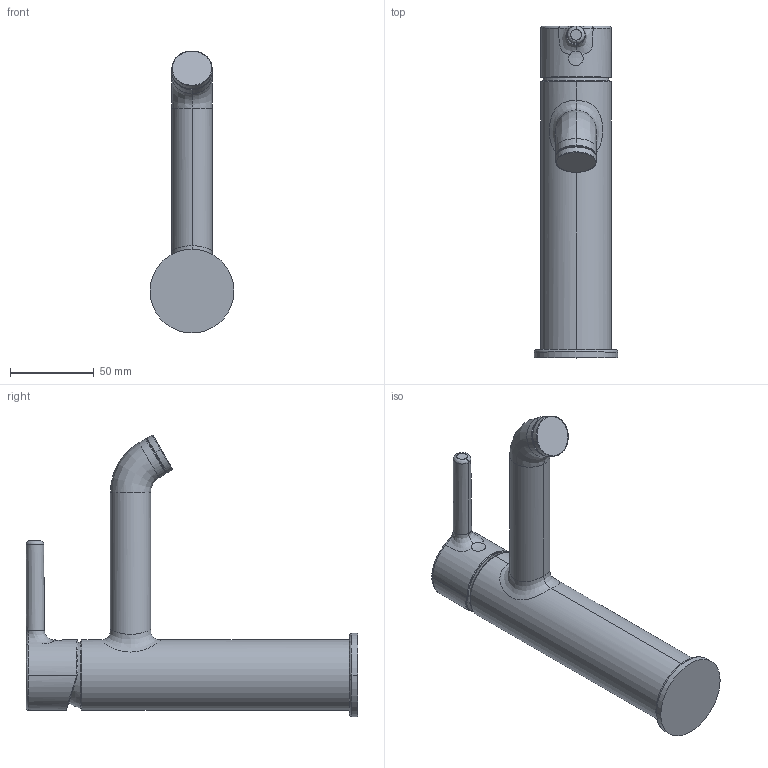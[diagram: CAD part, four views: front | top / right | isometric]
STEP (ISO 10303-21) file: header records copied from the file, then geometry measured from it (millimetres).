
FILE_DESCRIPTION (( 'STEP AP203' ), '1' );
FILE_NAME ('2605FH(2022)+54372207(2022).STEP', '2022-01-12T14:05:52', ( '' ), ( '' ), 'SwSTEP 2.0', 'SolidWorks 2016', '' );
FILE_SCHEMA (( 'CONFIG_CONTROL_DESIGN' ));
Length unit declared in the file: millimetre
Products named in the file (1): 2605FH(2022)+54372207(2022)
Bounding box: 50 x 197.71 x 168.06 mm (x, y, z)
Volume: 343523.5 mm3; surface area: 50298.5 mm2
Topology: 5 solids, 5 shells, 70 faces, 148 edges, 90 vertices
Faces by surface type: bspline 32, cylinder 18, plane 14, torus 3, cone 2, sphere 1
Entity records: 7549 total; most frequent: CARTESIAN_POINT 6206, ORIENTED_EDGE 292, DIRECTION 210, EDGE_CURVE 146, AXIS2_PLACEMENT_3D 93, VERTEX_POINT 89, EDGE_LOOP 73, ADVANCED_FACE 70
